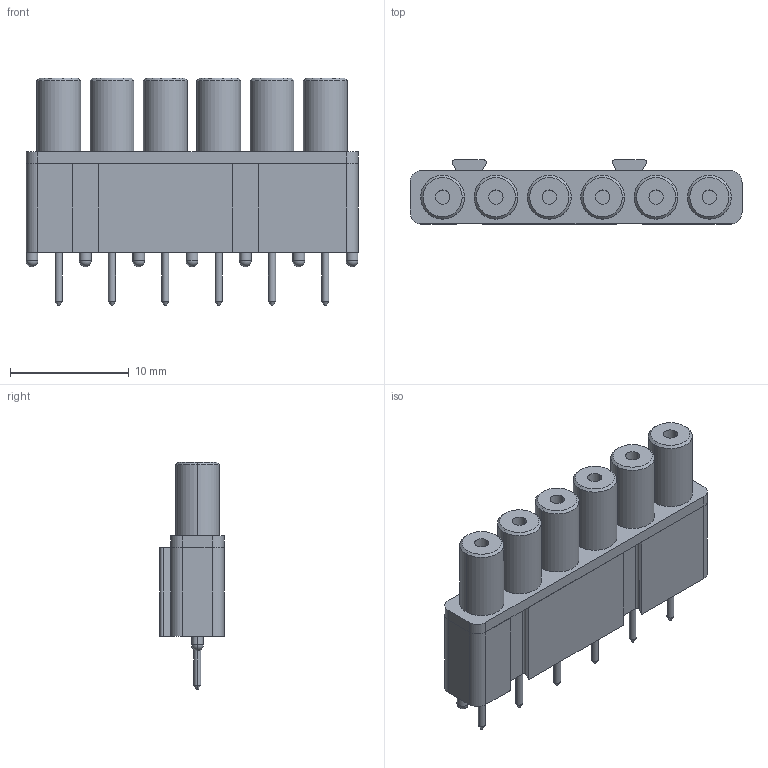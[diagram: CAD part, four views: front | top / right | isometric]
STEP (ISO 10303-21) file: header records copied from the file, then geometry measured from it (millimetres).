
FILE_DESCRIPTION((''),'2;1');
FILE_NAME('HARTING_09 16 000 9908.stp','2011-06-14T10:12:26',(''),(''),'Mechanical Desktop 2011','Mechanical Desktop 2011',', , ');
FILE_SCHEMA(('AUTOMOTIVE_DESIGN { 1 2 10303 214 1 1 1 1 }'));
Length unit declared in the file: millimetre
Products named in the file (1): Product
Bounding box: 28 x 5.4 x 19.2 mm (x, y, z)
Volume: 1375.4 mm3; surface area: 2049.2 mm2
Topology: 21 solids, 21 shells, 181 faces, 390 edges, 251 vertices
Faces by surface type: cylinder 78, plane 65, cone 24, sphere 14
Entity records: 4910 total; most frequent: DIRECTION 934, CARTESIAN_POINT 801, ORIENTED_EDGE 736, AXIS2_PLACEMENT_3D 376, EDGE_CURVE 368, VERTEX_POINT 235, EDGE_LOOP 199, CIRCLE 194
